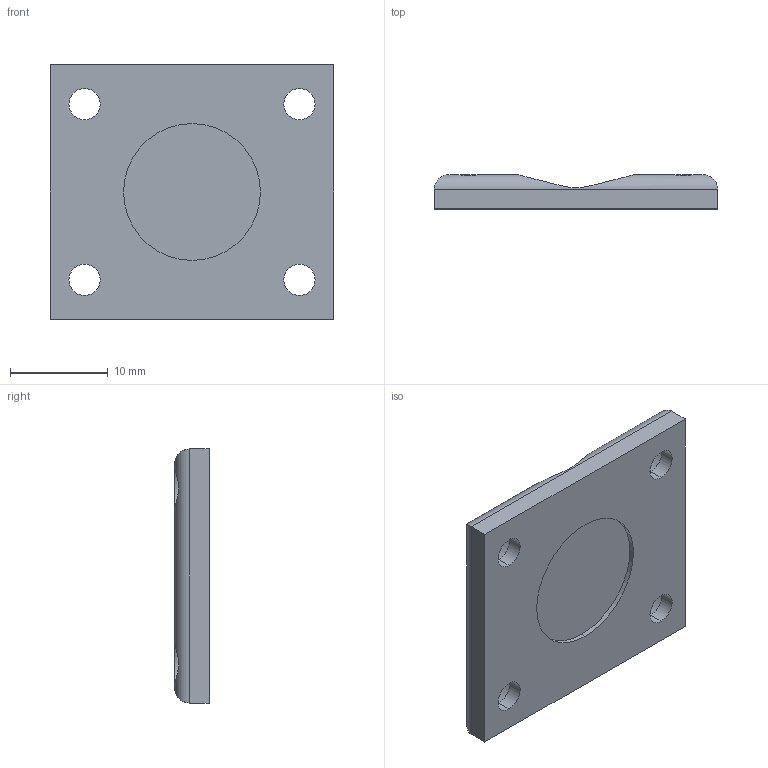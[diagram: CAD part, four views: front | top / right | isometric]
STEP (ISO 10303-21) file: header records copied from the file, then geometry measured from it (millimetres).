
FILE_DESCRIPTION (( 'STEP AP214' ), '1' );
FILE_NAME ('結裔.STEP', '2026-01-12T07:04:12', ( '' ), ( '' ), 'SwSTEP 2.0', 'SolidWorks 2025', '' );
FILE_SCHEMA (( 'AUTOMOTIVE_DESIGN' ));
Length unit declared in the file: millimetre
Products named in the file (1): 挡盖
Bounding box: 29 x 3.5 x 26 mm (x, y, z)
Volume: 2015.1 mm3; surface area: 1984.9 mm2
Topology: 1 solids, 1 shells, 41 faces, 110 edges, 72 vertices
Faces by surface type: cylinder 23, plane 18
Entity records: 1433 total; most frequent: CARTESIAN_POINT 378, ORIENTED_EDGE 220, DIRECTION 212, EDGE_CURVE 110, AXIS2_PLACEMENT_3D 82, VERTEX_POINT 72, EDGE_LOOP 50, VECTOR 48
